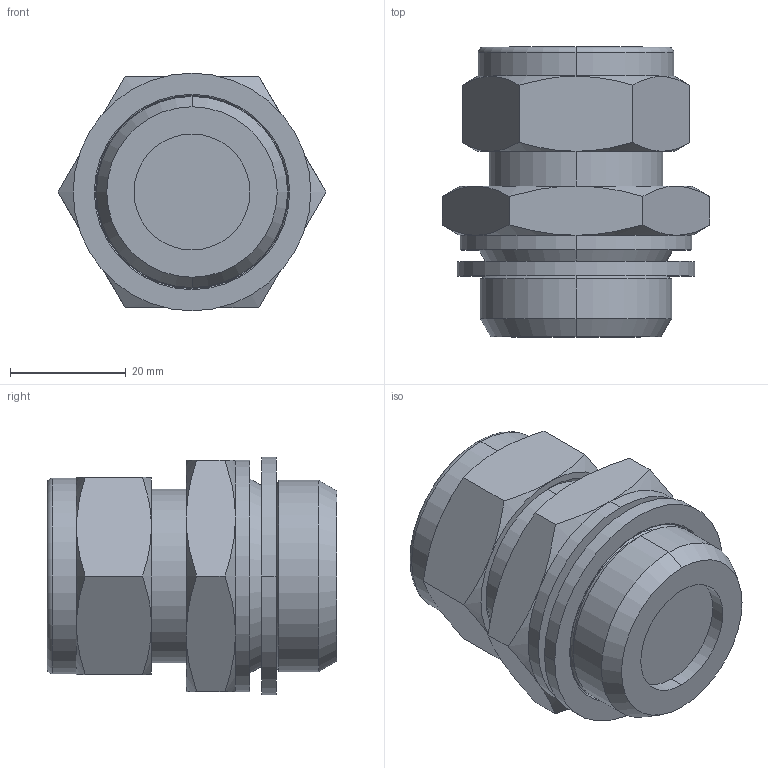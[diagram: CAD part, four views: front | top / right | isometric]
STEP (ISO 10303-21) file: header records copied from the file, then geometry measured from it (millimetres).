
FILE_DESCRIPTION (( 'STEP AP214' ), '1' );
FILE_NAME ('1048500012.step', '2013-02-25T17:17:01', ( '' ), ( '' ), 'SwSTEP 2.0', 'SolidWorks 2012', '' );
FILE_SCHEMA (( 'AUTOMOTIVE_DESIGN' ));
Length unit declared in the file: millimetre
Products named in the file (1): 1048500012
Bounding box: 46.19 x 50 x 41 mm (x, y, z)
Volume: 48075.6 mm3; surface area: 10561.4 mm2
Topology: 2 solids, 2 shells, 96 faces, 209 edges, 122 vertices
Faces by surface type: plane 33, cone 30, cylinder 23, torus 10
Entity records: 3940 total; most frequent: CARTESIAN_POINT 744, DIRECTION 471, ORIENTED_EDGE 418, AXIS2_PLACEMENT_3D 209, EDGE_CURVE 209, VERTEX_POINT 122, CIRCLE 112, EDGE_LOOP 103
